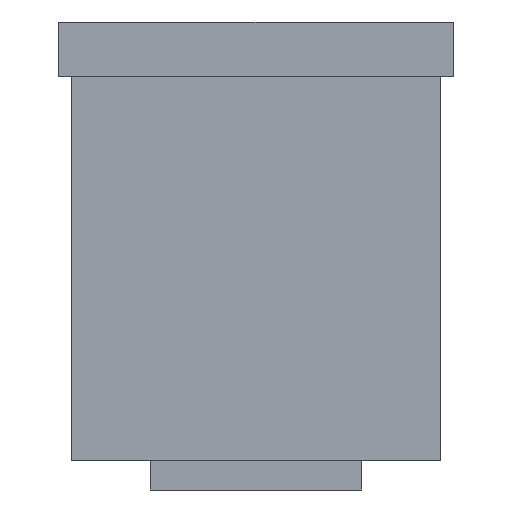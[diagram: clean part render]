
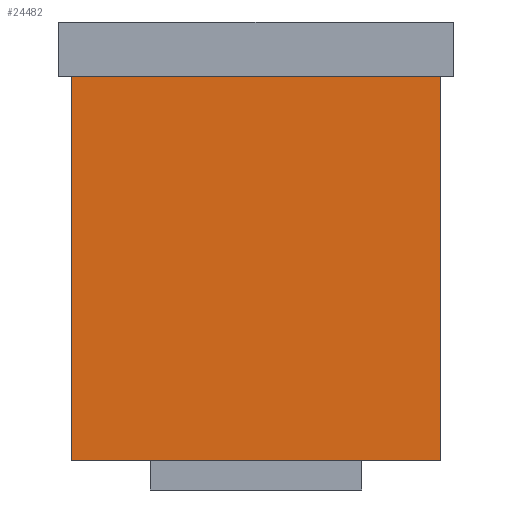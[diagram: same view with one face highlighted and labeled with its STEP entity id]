
A CAD part, front view. The second image highlights one B-rep face of the part: STEP entity #24482.
In plain terms, the highlighted planar face has unit normal (0, -1, 0).
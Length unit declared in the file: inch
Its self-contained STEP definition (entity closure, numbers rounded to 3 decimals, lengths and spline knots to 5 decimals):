
#2581 = ORIENTED_EDGE ( 'NONE', *, *, #59348, .T. ) ;
#2643 = DIRECTION ( 'NONE',  ( -1., 0., 0. ) ) ;
#5829 = CARTESIAN_POINT ( 'NONE',  ( -1.47638, -2.83465, 0. ) ) ;
#11538 = VERTEX_POINT ( 'NONE', #36009 ) ;
#12842 = ORIENTED_EDGE ( 'NONE', *, *, #31280, .T. ) ;
#13631 = VERTEX_POINT ( 'NONE', #33414 ) ;
#16536 = EDGE_CURVE ( 'NONE', #11538, #18725, #45742, .T. ) ;
#18203 = DIRECTION ( 'NONE',  ( 0., 0., 1. ) ) ;
#18725 = VERTEX_POINT ( 'NONE', #42813 ) ;
#18840 = FACE_OUTER_BOUND ( 'NONE', #56201, .T. ) ;
#24482 = ADVANCED_FACE ( 'NONE', ( #18840 ), #28698, .F. ) ;
#25655 = CARTESIAN_POINT ( 'NONE',  ( 1.47638, -2.83465, 0. ) ) ;
#25845 = CARTESIAN_POINT ( 'NONE',  ( 0., -2.83465, 3.07087 ) ) ;
#28698 = PLANE ( 'NONE',  #32704 ) ;
#30417 = LINE ( 'NONE', #49170, #58780 ) ;
#30617 = LINE ( 'NONE', #25845, #44893 ) ;
#30813 = ORIENTED_EDGE ( 'NONE', *, *, #48949, .T. ) ;
#31280 = EDGE_CURVE ( 'NONE', #50177, #13631, #30417, .T. ) ;
#32526 = VECTOR ( 'NONE', #48720, 39.37008 ) ;
#32704 = AXIS2_PLACEMENT_3D ( 'NONE', #38225, #48072, #18203 ) ;
#33414 = CARTESIAN_POINT ( 'NONE',  ( 1.47638, -2.83465, 3.07087 ) ) ;
#33650 = CARTESIAN_POINT ( 'NONE',  ( -1.47638, -2.83465, 3.07087 ) ) ;
#33684 = ORIENTED_EDGE ( 'NONE', *, *, #16536, .F. ) ;
#36009 = CARTESIAN_POINT ( 'NONE',  ( -1.47638, -2.83465, 0. ) ) ;
#38225 = CARTESIAN_POINT ( 'NONE',  ( -1.47638, -2.83465, 3.07087 ) ) ;
#39960 = DIRECTION ( 'NONE',  ( 0., 0., 1. ) ) ;
#42813 = CARTESIAN_POINT ( 'NONE',  ( -1.47638, -2.83465, 3.07087 ) ) ;
#44893 = VECTOR ( 'NONE', #2643, 39.37008 ) ;
#45742 = LINE ( 'NONE', #33650, #50456 ) ;
#48072 = DIRECTION ( 'NONE',  ( 0., 1., 0. ) ) ;
#48720 = DIRECTION ( 'NONE',  ( 1., 0., 0. ) ) ;
#48949 = EDGE_CURVE ( 'NONE', #13631, #18725, #30617, .T. ) ;
#49170 = CARTESIAN_POINT ( 'NONE',  ( 1.47638, -2.83465, 3.07087 ) ) ;
#50177 = VERTEX_POINT ( 'NONE', #25655 ) ;
#50456 = VECTOR ( 'NONE', #57472, 39.37008 ) ;
#56201 = EDGE_LOOP ( 'NONE', ( #12842, #30813, #33684, #2581 ) ) ;
#57472 = DIRECTION ( 'NONE',  ( 0., 0., 1. ) ) ;
#58562 = LINE ( 'NONE', #5829, #32526 ) ;
#58780 = VECTOR ( 'NONE', #39960, 39.37008 ) ;
#59348 = EDGE_CURVE ( 'NONE', #11538, #50177, #58562, .T. ) ;
